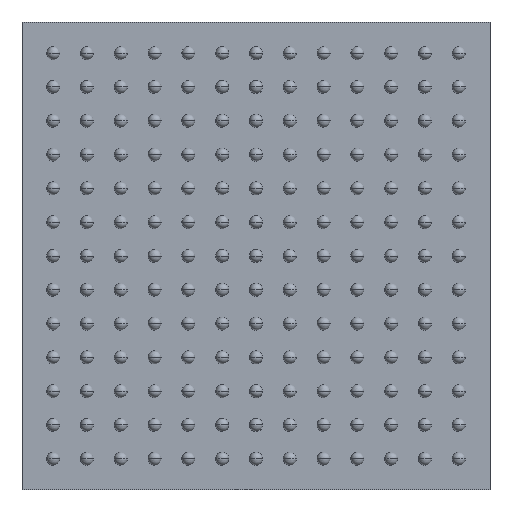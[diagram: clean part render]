
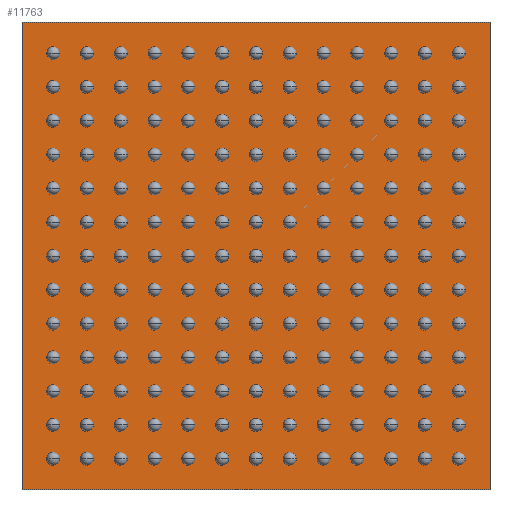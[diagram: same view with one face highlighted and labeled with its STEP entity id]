
A CAD part, front view. The second image highlights one B-rep face of the part: STEP entity #11763.
In plain terms, the highlighted planar face has unit normal (0, -1, 0).
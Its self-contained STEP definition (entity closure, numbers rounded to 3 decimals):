
#434 = VECTOR ( 'NONE', #10768, 1000. ) ;
#1016 = VECTOR ( 'NONE', #1822, 1000. ) ;
#1034 = DIRECTION ( 'NONE',  ( 0., 0., 1. ) ) ;
#1295 = CARTESIAN_POINT ( 'NONE',  ( -4.5, 0.22, -4.5 ) ) ;
#1395 = EDGE_CURVE ( 'NONE', #5387, #11707, #10009, .T. ) ;
#1748 = ORIENTED_EDGE ( 'NONE', *, *, #1395, .T. ) ;
#1822 = DIRECTION ( 'NONE',  ( 0., 0., 1. ) ) ;
#2106 = ORIENTED_EDGE ( 'NONE', *, *, #12782, .T. ) ;
#2160 = DIRECTION ( 'NONE',  ( 0., 1., 0. ) ) ;
#2346 = FACE_OUTER_BOUND ( 'NONE', #2962, .T. ) ;
#2770 = CARTESIAN_POINT ( 'NONE',  ( 4.5, 0.22, 4.5 ) ) ;
#2962 = EDGE_LOOP ( 'NONE', ( #3100, #2106, #1748, #12602 ) ) ;
#3100 = ORIENTED_EDGE ( 'NONE', *, *, #11119, .T. ) ;
#3816 = DIRECTION ( 'NONE',  ( 0., 0., -1. ) ) ;
#4477 = CARTESIAN_POINT ( 'NONE',  ( 4.5, 0.22, -4.5 ) ) ;
#4888 = CARTESIAN_POINT ( 'NONE',  ( -4.5, 0.22, 4.5 ) ) ;
#5387 = VERTEX_POINT ( 'NONE', #9381 ) ;
#5995 = DIRECTION ( 'NONE',  ( -1., 0., 0. ) ) ;
#6539 = LINE ( 'NONE', #1295, #434 ) ;
#7413 = CARTESIAN_POINT ( 'NONE',  ( 4.5, 0.22, 4.5 ) ) ;
#8484 = CARTESIAN_POINT ( 'NONE',  ( 0., 0.22, 0. ) ) ;
#8489 = VERTEX_POINT ( 'NONE', #4477 ) ;
#8679 = VECTOR ( 'NONE', #3816, 1000. ) ;
#8938 = CARTESIAN_POINT ( 'NONE',  ( -4.5, 0.22, 4.5 ) ) ;
#9353 = LINE ( 'NONE', #2770, #1016 ) ;
#9381 = CARTESIAN_POINT ( 'NONE',  ( -4.5, 0.22, 4.5 ) ) ;
#9664 = VECTOR ( 'NONE', #5995, 1000. ) ;
#9787 = VERTEX_POINT ( 'NONE', #7413 ) ;
#10009 = LINE ( 'NONE', #8938, #8679 ) ;
#10482 = EDGE_CURVE ( 'NONE', #11707, #8489, #6539, .T. ) ;
#10768 = DIRECTION ( 'NONE',  ( 1., 0., 0. ) ) ;
#11119 = EDGE_CURVE ( 'NONE', #8489, #9787, #9353, .T. ) ;
#11569 = PLANE ( 'NONE',  #12941 ) ;
#11707 = VERTEX_POINT ( 'NONE', #12469 ) ;
#11763 = ADVANCED_FACE ( 'NONE', ( #2346 ), #11569, .F. ) ;
#12469 = CARTESIAN_POINT ( 'NONE',  ( -4.5, 0.22, -4.5 ) ) ;
#12602 = ORIENTED_EDGE ( 'NONE', *, *, #10482, .T. ) ;
#12782 = EDGE_CURVE ( 'NONE', #9787, #5387, #13539, .T. ) ;
#12941 = AXIS2_PLACEMENT_3D ( 'NONE', #8484, #2160, #1034 ) ;
#13539 = LINE ( 'NONE', #4888, #9664 ) ;
